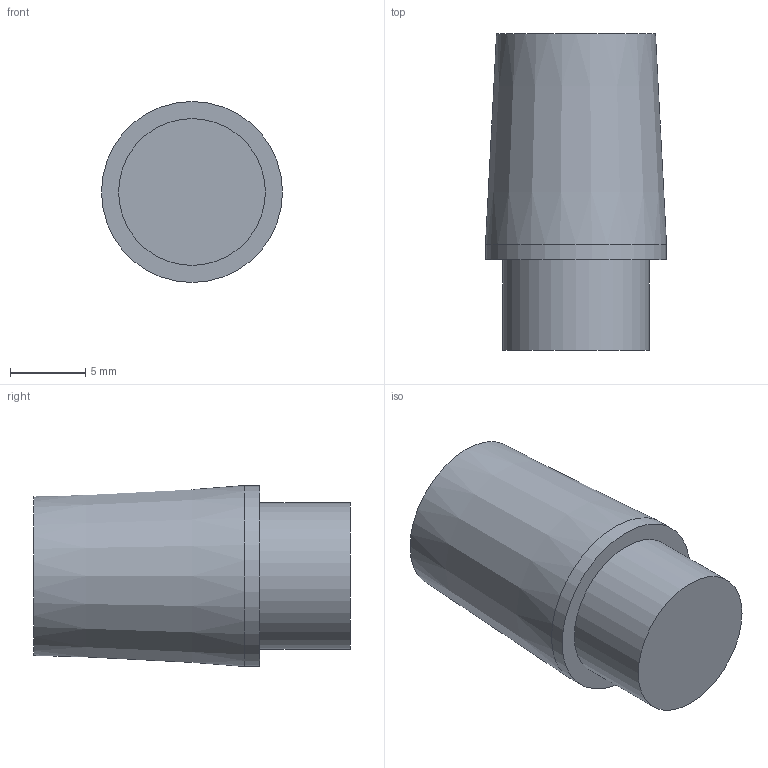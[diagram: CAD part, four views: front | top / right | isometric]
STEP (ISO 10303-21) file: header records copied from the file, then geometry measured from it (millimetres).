
FILE_DESCRIPTION(/* description */ ('SILENZIATORE BRONZO 1/8"'),/* implementation_level */ '2;1');
FILE_NAME(/* name */ '6_06_18.stp',/* time_stamp */ '2015-05-11T11:51:35+02:00',/* author */ ('Locatst1'),/* organization */ ('Pneumax S.p.A.'),/* preprocessor_version */ 'ST-DEVELOPER v15.2',/* originating_system */ 'Autodesk Inventor 2014',/* authorisation */ '');
FILE_SCHEMA (('AUTOMOTIVE_DESIGN { 1 0 10303 214 3 1 1 }'));
Length unit declared in the file: millimetre
Products named in the file (1): 6_06_18
Bounding box: 12 x 21 x 12 mm (x, y, z)
Volume: 1956.9 mm3; surface area: 917.5 mm2
Topology: 1 solids, 1 shells, 6 faces, 8 edges, 5 vertices
Faces by surface type: plane 3, cylinder 2, cone 1
Full cylindrical faces by diameter (mm): 9.73 x1, 12 x1
Entity records: 144 total; most frequent: DIRECTION 24, CARTESIAN_POINT 17, AXIS2_PLACEMENT_3D 12, EDGE_LOOP 10, ORIENTED_EDGE 10, ADVANCED_FACE 6, FACE_BOUND 5, FACE_OUTER_BOUND 5
